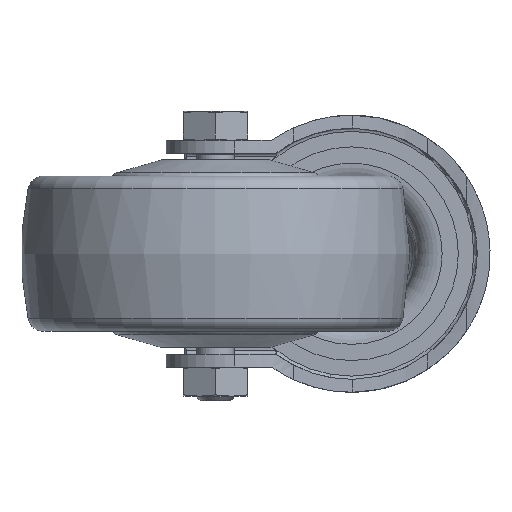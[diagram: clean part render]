
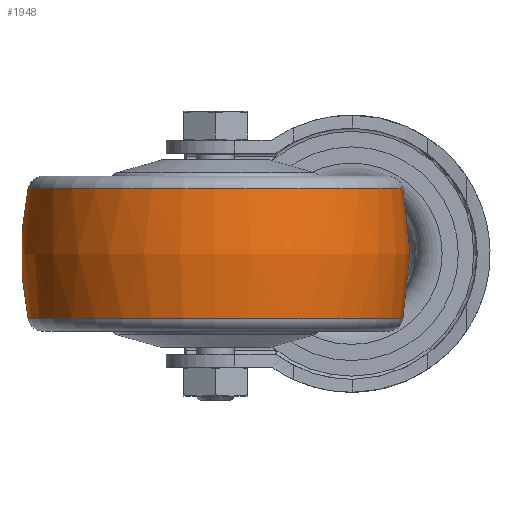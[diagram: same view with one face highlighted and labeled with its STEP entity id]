
A CAD part, front view. The second image highlights one B-rep face of the part: STEP entity #1948.
In plain terms, the highlighted free-form (B-spline) face has degree [2, 2] with [3, 9] control points.
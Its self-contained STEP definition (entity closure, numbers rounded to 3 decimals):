
#192=(
BOUNDED_CURVE()
B_SPLINE_CURVE(2,(#3088,#3089,#3090),.UNSPECIFIED.,.F.,.F.)
B_SPLINE_CURVE_WITH_KNOTS((3,3),(-0.21,0.21),
 .UNSPECIFIED.)
CURVE()
GEOMETRIC_REPRESENTATION_ITEM()
RATIONAL_B_SPLINE_CURVE((1.,0.978,1.))
REPRESENTATION_ITEM('')
);
#241=(
BOUNDED_SURFACE()
B_SPLINE_SURFACE(2,2,((#3060,#3061,#3062,#3063,#3064,#3065,#3066,#3067,
#3068),(#3069,#3070,#3071,#3072,#3073,#3074,#3075,#3076,#3077),(#3078,#3079,
#3080,#3081,#3082,#3083,#3084,#3085,#3086)),.UNSPECIFIED.,.F.,.T.,.F.)
B_SPLINE_SURFACE_WITH_KNOTS((3,3),(3,2,2,2,3),(-0.21,0.21),
(-3.142,-1.571,0.,1.571,3.142),
 .UNSPECIFIED.)
GEOMETRIC_REPRESENTATION_ITEM()
RATIONAL_B_SPLINE_SURFACE(((1.,0.707,1.,0.707,1.,
0.707,1.,0.707,1.),(0.978,0.692,
0.978,0.692,0.978,0.692,
0.978,0.692,0.978),(1.,0.707,
1.,0.707,1.,0.707,1.,0.707,1.)))
REPRESENTATION_ITEM('')
SURFACE()
);
#453=FACE_OUTER_BOUND('',#616,.T.);
#616=EDGE_LOOP('',(#1398,#1399,#1400,#1401,#1402,#1403));
#825=CIRCLE('',#2118,28.945);
#826=CIRCLE('',#2119,28.945);
#827=CIRCLE('',#2120,28.945);
#828=CIRCLE('',#2121,28.945);
#944=VERTEX_POINT('',#3056);
#945=VERTEX_POINT('',#3057);
#946=VERTEX_POINT('',#3087);
#947=VERTEX_POINT('',#3091);
#1129=EDGE_CURVE('',#944,#945,#825,.T.);
#1130=EDGE_CURVE('',#945,#944,#826,.T.);
#1131=EDGE_CURVE('',#945,#946,#192,.T.);
#1132=EDGE_CURVE('',#946,#947,#827,.T.);
#1133=EDGE_CURVE('',#947,#946,#828,.T.);
#1398=ORIENTED_EDGE('',*,*,#1129,.F.);
#1399=ORIENTED_EDGE('',*,*,#1130,.F.);
#1400=ORIENTED_EDGE('',*,*,#1131,.T.);
#1401=ORIENTED_EDGE('',*,*,#1132,.T.);
#1402=ORIENTED_EDGE('',*,*,#1133,.T.);
#1403=ORIENTED_EDGE('',*,*,#1131,.F.);
#1948=ADVANCED_FACE('',(#453),#241,.F.);
#2118=AXIS2_PLACEMENT_3D('',#3058,#2445,#2446);
#2119=AXIS2_PLACEMENT_3D('',#3059,#2447,#2448);
#2120=AXIS2_PLACEMENT_3D('',#3092,#2449,#2450);
#2121=AXIS2_PLACEMENT_3D('',#3093,#2451,#2452);
#2445=DIRECTION('center_axis',(1.,0.,0.));
#2446=DIRECTION('ref_axis',(0.,0.,-1.));
#2447=DIRECTION('center_axis',(1.,0.,0.));
#2448=DIRECTION('ref_axis',(0.,0.,-1.));
#2449=DIRECTION('center_axis',(1.,0.,0.));
#2450=DIRECTION('ref_axis',(0.,0.,-1.));
#2451=DIRECTION('center_axis',(1.,0.,0.));
#2452=DIRECTION('ref_axis',(0.,0.,-1.));
#3056=CARTESIAN_POINT('',(24.021,0.,-28.945));
#3057=CARTESIAN_POINT('',(24.021,0.,28.945));
#3058=CARTESIAN_POINT('Origin',(24.021,0.,0.));
#3059=CARTESIAN_POINT('Origin',(24.021,0.,0.));
#3060=CARTESIAN_POINT('Ctrl Pts',(3.979,0.,
28.945));
#3061=CARTESIAN_POINT('Ctrl Pts',(3.979,-28.945,28.945));
#3062=CARTESIAN_POINT('Ctrl Pts',(3.979,-28.945,0.));
#3063=CARTESIAN_POINT('Ctrl Pts',(3.979,-28.945,-28.945));
#3064=CARTESIAN_POINT('Ctrl Pts',(3.979,0.,
-28.945));
#3065=CARTESIAN_POINT('Ctrl Pts',(3.979,28.945,-28.945));
#3066=CARTESIAN_POINT('Ctrl Pts',(3.979,28.945,0.));
#3067=CARTESIAN_POINT('Ctrl Pts',(3.979,28.945,28.945));
#3068=CARTESIAN_POINT('Ctrl Pts',(3.979,0.,
28.945));
#3069=CARTESIAN_POINT('Ctrl Pts',(14.,0.,
31.078));
#3070=CARTESIAN_POINT('Ctrl Pts',(14.,-31.078,31.078));
#3071=CARTESIAN_POINT('Ctrl Pts',(14.,-31.078,0.));
#3072=CARTESIAN_POINT('Ctrl Pts',(14.,-31.078,-31.078));
#3073=CARTESIAN_POINT('Ctrl Pts',(14.,0.,
-31.078));
#3074=CARTESIAN_POINT('Ctrl Pts',(14.,31.078,-31.078));
#3075=CARTESIAN_POINT('Ctrl Pts',(14.,31.078,0.));
#3076=CARTESIAN_POINT('Ctrl Pts',(14.,31.078,31.078));
#3077=CARTESIAN_POINT('Ctrl Pts',(14.,0.,
31.078));
#3078=CARTESIAN_POINT('Ctrl Pts',(24.021,0.,
28.945));
#3079=CARTESIAN_POINT('Ctrl Pts',(24.021,-28.945,28.945));
#3080=CARTESIAN_POINT('Ctrl Pts',(24.021,-28.945,0.));
#3081=CARTESIAN_POINT('Ctrl Pts',(24.021,-28.945,-28.945));
#3082=CARTESIAN_POINT('Ctrl Pts',(24.021,0.,
-28.945));
#3083=CARTESIAN_POINT('Ctrl Pts',(24.021,28.945,-28.945));
#3084=CARTESIAN_POINT('Ctrl Pts',(24.021,28.945,0.));
#3085=CARTESIAN_POINT('Ctrl Pts',(24.021,28.945,28.945));
#3086=CARTESIAN_POINT('Ctrl Pts',(24.021,0.,
28.945));
#3087=CARTESIAN_POINT('',(3.979,0.,28.945));
#3088=CARTESIAN_POINT('Ctrl Pts',(24.021,0.,
28.945));
#3089=CARTESIAN_POINT('Ctrl Pts',(14.,0.,
31.078));
#3090=CARTESIAN_POINT('Ctrl Pts',(3.979,0.,
28.945));
#3091=CARTESIAN_POINT('',(3.979,0.,-28.945));
#3092=CARTESIAN_POINT('Origin',(3.979,0.,0.));
#3093=CARTESIAN_POINT('Origin',(3.979,0.,0.));
